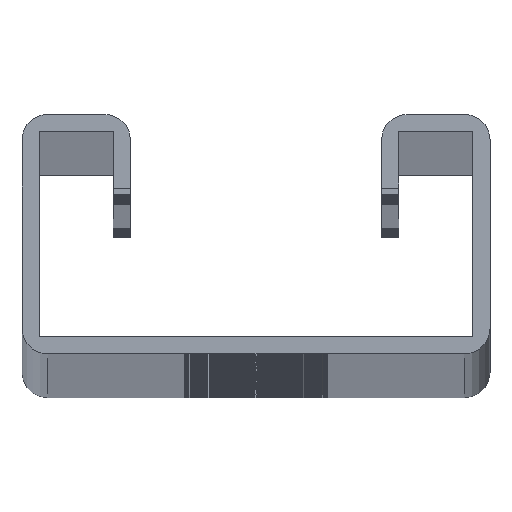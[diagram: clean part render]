
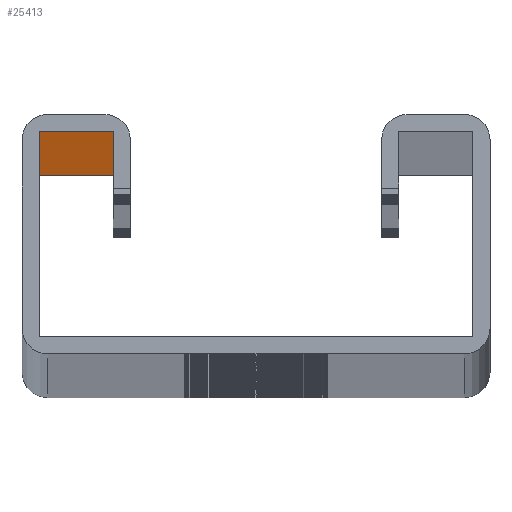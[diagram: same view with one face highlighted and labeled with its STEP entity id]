
A CAD part, top view. The second image highlights one B-rep face of the part: STEP entity #25413.
In plain terms, the highlighted planar face has unit normal (0, -1, 0).
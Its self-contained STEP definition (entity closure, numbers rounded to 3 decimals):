
#77 = LINE ( 'NONE', #53088, #28160 ) ;
#451 = VERTEX_POINT ( 'NONE', #31754 ) ;
#1387 = VECTOR ( 'NONE', #8949, 1000. ) ;
#1698 = DIRECTION ( 'NONE',  ( 1., 0., 0. ) ) ;
#3773 = FACE_OUTER_BOUND ( 'NONE', #46069, .T. ) ;
#4105 = EDGE_CURVE ( 'NONE', #451, #18155, #48989, .T. ) ;
#5809 = EDGE_CURVE ( 'NONE', #37279, #451, #42971, .T. ) ;
#8241 = DIRECTION ( 'NONE',  ( 0., 0., -1. ) ) ;
#8949 = DIRECTION ( 'NONE',  ( 0., 0., -1. ) ) ;
#13080 = DIRECTION ( 'NONE',  ( 0., -1., 0. ) ) ;
#14976 = CARTESIAN_POINT ( 'NONE',  ( 0., 19.5, 0. ) ) ;
#15424 = VERTEX_POINT ( 'NONE', #55281 ) ;
#18016 = ORIENTED_EDGE ( 'NONE', *, *, #4105, .F. ) ;
#18155 = VERTEX_POINT ( 'NONE', #57366 ) ;
#25413 = ADVANCED_FACE ( 'NONE', ( #3773 ), #40517, .T. ) ;
#28160 = VECTOR ( 'NONE', #1698, 1000. ) ;
#30385 = EDGE_CURVE ( 'NONE', #37279, #15424, #55097, .T. ) ;
#30906 = ORIENTED_EDGE ( 'NONE', *, *, #30385, .T. ) ;
#31630 = CARTESIAN_POINT ( 'NONE',  ( -20.5, 19.5, -1100. ) ) ;
#31754 = CARTESIAN_POINT ( 'NONE',  ( -12.5, 19.5, 0. ) ) ;
#36093 = CARTESIAN_POINT ( 'NONE',  ( -19., 19.5, 0. ) ) ;
#37279 = VERTEX_POINT ( 'NONE', #36093 ) ;
#40517 = PLANE ( 'NONE',  #57365 ) ;
#41032 = CARTESIAN_POINT ( 'NONE',  ( -12.5, 19.5, -1100. ) ) ;
#42971 = LINE ( 'NONE', #14976, #52334 ) ;
#43900 = ORIENTED_EDGE ( 'NONE', *, *, #5809, .F. ) ;
#46069 = EDGE_LOOP ( 'NONE', ( #43900, #30906, #53603, #18016 ) ) ;
#47209 = DIRECTION ( 'NONE',  ( 1., 0., 0. ) ) ;
#48421 = CARTESIAN_POINT ( 'NONE',  ( -19., 19.5, -1100. ) ) ;
#48989 = LINE ( 'NONE', #41032, #1387 ) ;
#52334 = VECTOR ( 'NONE', #47209, 1000. ) ;
#53088 = CARTESIAN_POINT ( 'NONE',  ( -20.5, 19.5, -2200. ) ) ;
#53603 = ORIENTED_EDGE ( 'NONE', *, *, #59195, .T. ) ;
#53649 = DIRECTION ( 'NONE',  ( 0., 0., -1. ) ) ;
#55097 = LINE ( 'NONE', #48421, #55793 ) ;
#55281 = CARTESIAN_POINT ( 'NONE',  ( -19., 19.5, -2200. ) ) ;
#55793 = VECTOR ( 'NONE', #53649, 1000. ) ;
#57365 = AXIS2_PLACEMENT_3D ( 'NONE', #31630, #13080, #8241 ) ;
#57366 = CARTESIAN_POINT ( 'NONE',  ( -12.5, 19.5, -2200. ) ) ;
#59195 = EDGE_CURVE ( 'NONE', #15424, #18155, #77, .T. ) ;
